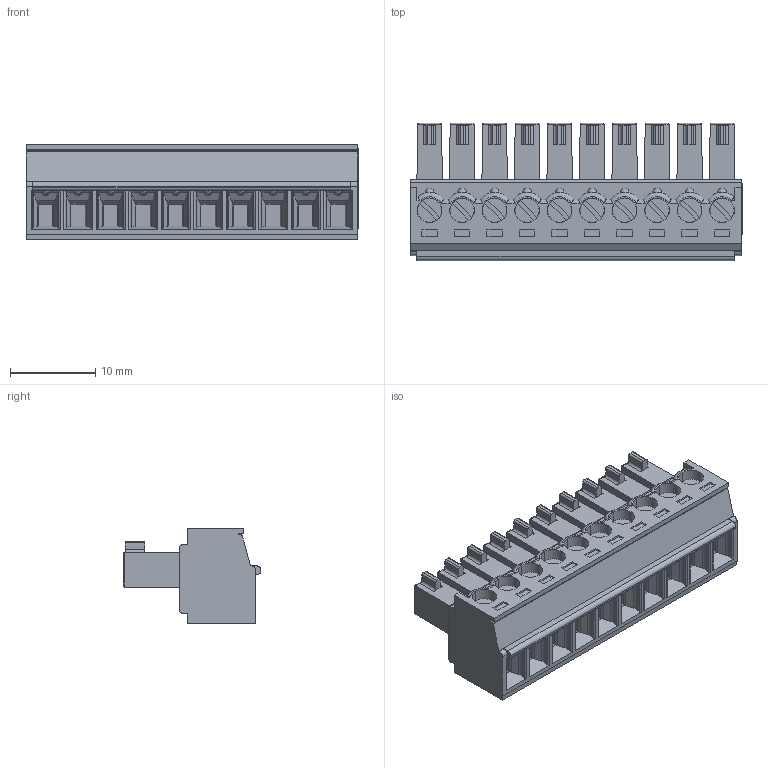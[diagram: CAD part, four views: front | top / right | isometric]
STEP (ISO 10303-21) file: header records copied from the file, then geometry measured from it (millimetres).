
FILE_DESCRIPTION (( 'STEP AP214' ), '1' );
FILE_NAME ('LW3D-CON-B.STEP', '2024-05-08T15:34:09', ( '' ), ( '' ), 'SwSTEP 2.0', 'SolidWorks 2021', '' );
FILE_SCHEMA (( 'AUTOMOTIVE_DESIGN' ));
Length unit declared in the file: inch
Products named in the file (1): LW3D-CON-B
Bounding box: 38.92 x 16.1 x 11.1 mm (x, y, z)
Volume: 3329.9 mm3; surface area: 6870.3 mm2
Topology: 31 solids, 31 shells, 1476 faces, 3904 edges, 2540 vertices
Faces by surface type: plane 923, cylinder 453, bspline 50, cone 50
Entity records: 47120 total; most frequent: CARTESIAN_POINT 10540, ORIENTED_EDGE 7788, DIRECTION 7149, EDGE_CURVE 3894, VECTOR 2659, LINE 2659, VERTEX_POINT 2540, AXIS2_PLACEMENT_3D 2245
